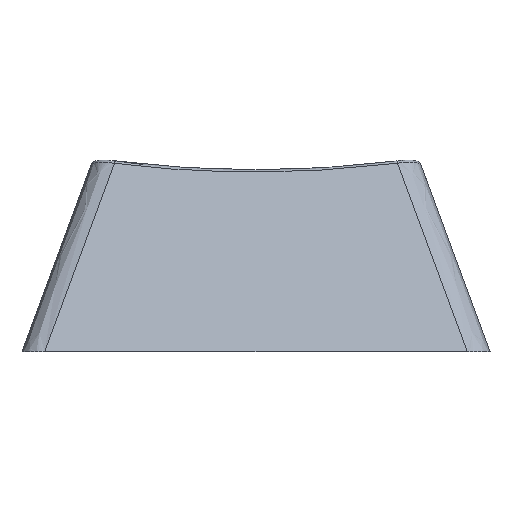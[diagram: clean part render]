
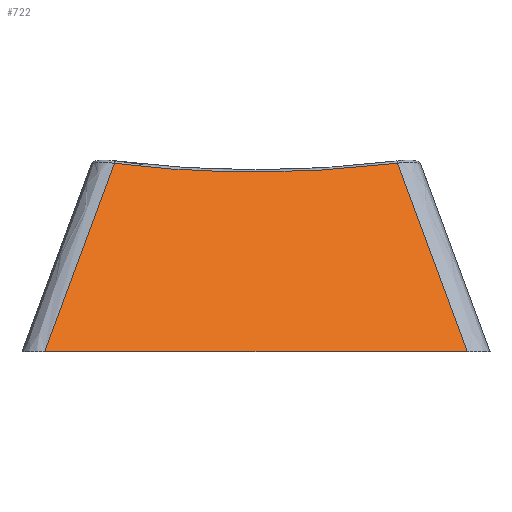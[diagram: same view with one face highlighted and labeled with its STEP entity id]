
A CAD part, front view. The second image highlights one B-rep face of the part: STEP entity #722.
In plain terms, the highlighted free-form (B-spline) face has degree [1, 1] with [2, 2] control points.
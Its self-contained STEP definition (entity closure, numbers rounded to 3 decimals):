
#108 = VERTEX_POINT('',#109);
#109 = CARTESIAN_POINT('',(-8.151,-9.025,0.));
#132 = EDGE_CURVE('',#108,#133,#135,.T.);
#133 = VERTEX_POINT('',#134);
#134 = CARTESIAN_POINT('',(-5.459,-4.612,
    7.274));
#135 = B_SPLINE_CURVE_WITH_KNOTS('',5,(#136,#137,#138,#139,#140,#141,
    #142,#143,#144,#145,#146,#147,#148,#149),.UNSPECIFIED.,.F.,.F.,(6,4,
    4,6),(-0.299,0.264,9.675,10.238)
  ,.UNSPECIFIED.);
#136 = CARTESIAN_POINT('',(-8.32,-9.303,-0.459));
#137 = CARTESIAN_POINT('',(-8.287,-9.248,-0.367));
#138 = CARTESIAN_POINT('',(-8.253,-9.192,-0.275));
#139 = CARTESIAN_POINT('',(-8.219,-9.136,-0.184));
#140 = CARTESIAN_POINT('',(-8.185,-9.081,-0.092));
#141 = CARTESIAN_POINT('',(-7.583,-8.094,
    1.534));
#142 = CARTESIAN_POINT('',(-7.015,-7.163,
    3.069));
#143 = CARTESIAN_POINT('',(-6.448,-6.233,
    4.603));
#144 = CARTESIAN_POINT('',(-5.88,-5.302,6.137
    ));
#145 = CARTESIAN_POINT('',(-5.278,-4.315,
    7.763));
#146 = CARTESIAN_POINT('',(-5.244,-4.259,
    7.855));
#147 = CARTESIAN_POINT('',(-5.21,-4.204,
    7.947));
#148 = CARTESIAN_POINT('',(-5.176,-4.148,
    8.039));
#149 = CARTESIAN_POINT('',(-5.142,-4.092,
    8.131));
#354 = EDGE_CURVE('',#355,#108,#357,.T.);
#355 = VERTEX_POINT('',#356);
#356 = CARTESIAN_POINT('',(8.151,-9.025,0.));
#357 = LINE('',#358,#359);
#358 = CARTESIAN_POINT('',(9.025,-9.025,0.));
#359 = VECTOR('',#360,1.);
#360 = DIRECTION('',(-1.,0.,0.));
#722 = ADVANCED_FACE('',(#723),#791,.F.);
#723 = FACE_BOUND('',#724,.F.);
#724 = EDGE_LOOP('',(#725,#744,#745,#746));
#725 = ORIENTED_EDGE('',*,*,#726,.F.);
#726 = EDGE_CURVE('',#355,#727,#729,.T.);
#727 = VERTEX_POINT('',#728);
#728 = CARTESIAN_POINT('',(5.459,-4.612,7.274)
  );
#729 = B_SPLINE_CURVE_WITH_KNOTS('',5,(#730,#731,#732,#733,#734,#735,
    #736,#737,#738,#739,#740,#741,#742,#743),.UNSPECIFIED.,.F.,.F.,(6,4,
    4,6),(-0.299,0.264,9.675,10.238)
  ,.UNSPECIFIED.);
#730 = CARTESIAN_POINT('',(8.32,-9.303,-0.459));
#731 = CARTESIAN_POINT('',(8.287,-9.248,-0.367));
#732 = CARTESIAN_POINT('',(8.253,-9.192,-0.275));
#733 = CARTESIAN_POINT('',(8.219,-9.136,-0.184));
#734 = CARTESIAN_POINT('',(8.185,-9.081,-0.092));
#735 = CARTESIAN_POINT('',(7.583,-8.094,1.534
    ));
#736 = CARTESIAN_POINT('',(7.015,-7.163,3.069
    ));
#737 = CARTESIAN_POINT('',(6.448,-6.233,4.603
    ));
#738 = CARTESIAN_POINT('',(5.88,-5.302,6.137)
  );
#739 = CARTESIAN_POINT('',(5.278,-4.315,7.763
    ));
#740 = CARTESIAN_POINT('',(5.244,-4.259,7.855
    ));
#741 = CARTESIAN_POINT('',(5.21,-4.204,7.947
    ));
#742 = CARTESIAN_POINT('',(5.176,-4.148,8.039
    ));
#743 = CARTESIAN_POINT('',(5.142,-4.092,8.131
    ));
#744 = ORIENTED_EDGE('',*,*,#354,.T.);
#745 = ORIENTED_EDGE('',*,*,#132,.T.);
#746 = ORIENTED_EDGE('',*,*,#747,.F.);
#747 = EDGE_CURVE('',#727,#133,#748,.T.);
#748 = ( BOUNDED_CURVE() B_SPLINE_CURVE(14,(#749,#750,#751,#752,#753,
    #754,#755,#756,#757,#758,#759,#760,#761,#762,#763,#764,#765,#766,
    #767,#768,#769,#770,#771,#772,#773,#774,#775,#776,#777,#778,#779,
    #780,#781,#782,#783,#784,#785,#786,#787,#788,#789,#790),
.UNSPECIFIED.,.F.,.F.) B_SPLINE_CURVE_WITH_KNOTS((15,14,13,15),(
    -0.023,0.,11.565,11.588),
.UNSPECIFIED.) CURVE() GEOMETRIC_REPRESENTATION_ITEM() 
RATIONAL_B_SPLINE_CURVE((1.,1.,1.,1.
    ,1.,1.,1.,1.,
    1.,1.,1.,1.,
    1.,1.,1.,1.,1.,1.,1.
    ,1.,1.,1.,1.,
    1.,1.,1.,1.,1.,1.,1.
    ,1.,1.,1.,1.,
    1.,1.,1.,1.,
1.,1.,1.,1.)) REPRESENTATION_ITEM('') );
#749 = CARTESIAN_POINT('',(5.459,-4.612,7.274)
  );
#750 = CARTESIAN_POINT('',(5.458,-4.612,7.274
    ));
#751 = CARTESIAN_POINT('',(5.456,-4.613,7.273
    ));
#752 = CARTESIAN_POINT('',(5.455,-4.613,7.273)
  );
#753 = CARTESIAN_POINT('',(5.453,-4.613,7.273
    ));
#754 = CARTESIAN_POINT('',(5.452,-4.613,7.273
    ));
#755 = CARTESIAN_POINT('',(5.45,-4.613,7.273
    ));
#756 = CARTESIAN_POINT('',(5.448,-4.613,7.272
    ));
#757 = CARTESIAN_POINT('',(5.447,-4.613,7.272
    ));
#758 = CARTESIAN_POINT('',(5.445,-4.613,7.272
    ));
#759 = CARTESIAN_POINT('',(5.444,-4.613,7.272)
  );
#760 = CARTESIAN_POINT('',(5.442,-4.614,7.272
    ));
#761 = CARTESIAN_POINT('',(5.441,-4.614,7.271)
  );
#762 = CARTESIAN_POINT('',(5.439,-4.614,7.271
    ));
#763 = CARTESIAN_POINT('',(5.437,-4.614,7.271
    ));
#764 = CARTESIAN_POINT('',(4.683,-4.671,7.176
    ));
#765 = CARTESIAN_POINT('',(3.918,-4.721,7.095
    ));
#766 = CARTESIAN_POINT('',(3.151,-4.762,7.026
    ));
#767 = CARTESIAN_POINT('',(2.346,-4.792,6.977
    ));
#768 = CARTESIAN_POINT('',(1.633,-4.823,6.926
    ));
#769 = CARTESIAN_POINT('',(0.69,-4.821,6.93
    ));
#770 = CARTESIAN_POINT('',(0.147,-4.852,6.878
    ));
#771 = CARTESIAN_POINT('',(-0.956,-4.814,
    6.941));
#772 = CARTESIAN_POINT('',(-1.436,-4.832,6.911
    ));
#773 = CARTESIAN_POINT('',(-2.465,-4.784,
    6.99));
#774 = CARTESIAN_POINT('',(-3.093,-4.767,
    7.019));
#775 = CARTESIAN_POINT('',(-3.941,-4.719,
    7.098));
#776 = CARTESIAN_POINT('',(-4.677,-4.672,
    7.175));
#777 = CARTESIAN_POINT('',(-5.44,-4.614,
    7.271));
#778 = CARTESIAN_POINT('',(-5.441,-4.614,7.271
    ));
#779 = CARTESIAN_POINT('',(-5.443,-4.614,
    7.272));
#780 = CARTESIAN_POINT('',(-5.444,-4.613,
    7.272));
#781 = CARTESIAN_POINT('',(-5.446,-4.613,
    7.272));
#782 = CARTESIAN_POINT('',(-5.447,-4.613,
    7.272));
#783 = CARTESIAN_POINT('',(-5.449,-4.613,7.272
    ));
#784 = CARTESIAN_POINT('',(-5.45,-4.613,
    7.273));
#785 = CARTESIAN_POINT('',(-5.452,-4.613,7.273
    ));
#786 = CARTESIAN_POINT('',(-5.453,-4.613,
    7.273));
#787 = CARTESIAN_POINT('',(-5.455,-4.613,
    7.273));
#788 = CARTESIAN_POINT('',(-5.456,-4.613,
    7.273));
#789 = CARTESIAN_POINT('',(-5.458,-4.612,
    7.274));
#790 = CARTESIAN_POINT('',(-5.459,-4.612,
    7.274));
#791 = B_SPLINE_SURFACE_WITH_KNOTS('',1,1,(
    (#792,#793)
    ,(#794,#795
    )),.UNSPECIFIED.,.F.,.F.,.F.,(2,2),(2,2),(0.,18.05),(0.,1.),
  .PIECEWISE_BEZIER_KNOTS.);
#792 = CARTESIAN_POINT('',(9.025,-9.025,0.));
#793 = CARTESIAN_POINT('',(6.25,-4.475,7.5));
#794 = CARTESIAN_POINT('',(-9.025,-9.025,0.));
#795 = CARTESIAN_POINT('',(-6.25,-4.475,7.5));
